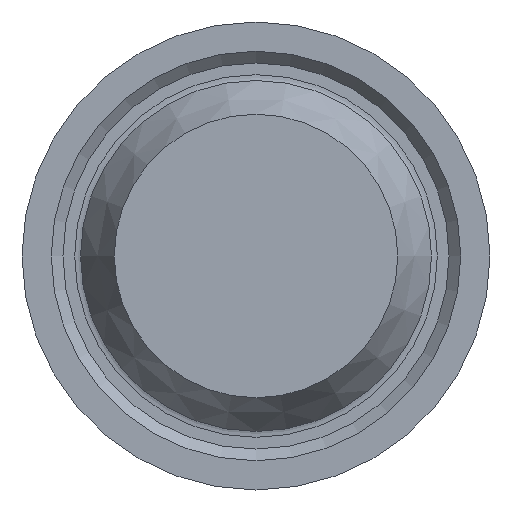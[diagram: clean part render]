
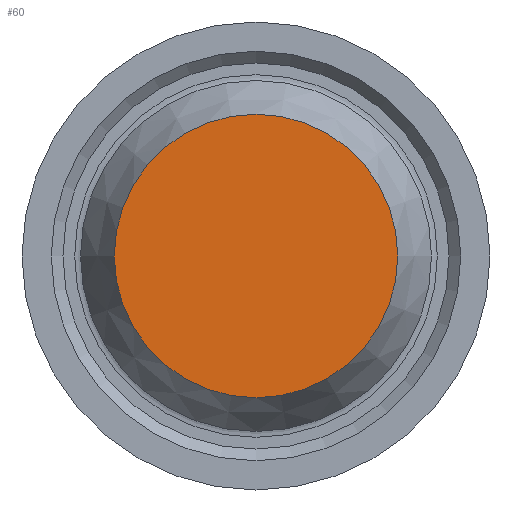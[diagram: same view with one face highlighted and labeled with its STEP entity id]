
A CAD part, front view. The second image highlights one B-rep face of the part: STEP entity #60.
In plain terms, the highlighted planar face has unit normal (0, -1, 0).
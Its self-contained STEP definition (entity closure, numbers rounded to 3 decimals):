
#60 = ADVANCED_FACE( '', ( #129 ), #130, .F. );
#129 = FACE_OUTER_BOUND( '', #233, .T. );
#130 = PLANE( '', #234 );
#233 = EDGE_LOOP( '', ( #314 ) );
#234 = AXIS2_PLACEMENT_3D( '', #315, #316, #317 );
#314 = ORIENTED_EDGE( '', *, *, #372, .T. );
#315 = CARTESIAN_POINT( '', ( 2.423, -6., 0. ) );
#316 = DIRECTION( '', ( 0., 1., 0. ) );
#317 = DIRECTION( '', ( -1., 0., 0. ) );
#372 = EDGE_CURVE( '', #417, #417, #418, .T. );
#417 = VERTEX_POINT( '', #463 );
#418 = CIRCLE( '', #464, 2.423 );
#463 = CARTESIAN_POINT( '', ( 2.423, -6., 0. ) );
#464 = AXIS2_PLACEMENT_3D( '', #511, #512, #513 );
#511 = CARTESIAN_POINT( '', ( 0., -6., 0. ) );
#512 = DIRECTION( '', ( 0., -1., 0. ) );
#513 = DIRECTION( '', ( 1., 0., 0. ) );
